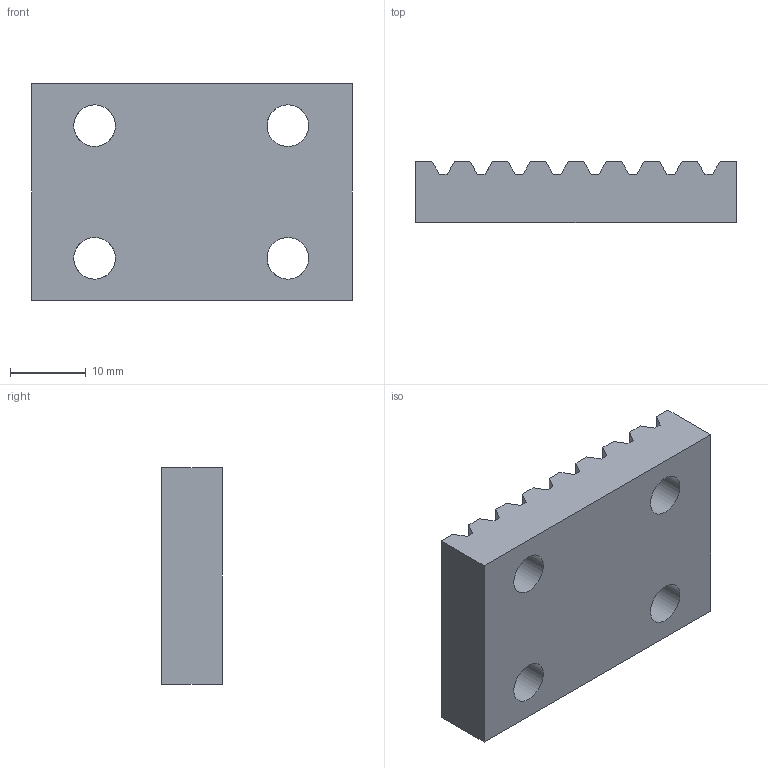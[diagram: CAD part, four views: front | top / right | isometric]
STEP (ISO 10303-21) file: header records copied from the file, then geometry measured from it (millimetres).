
FILE_DESCRIPTION(/* description */ ('Alibre Inc.'),/* implementation_level */ '2;1');
FILE_NAME(/* name */ 'export0',/* time_stamp */ '2014-09-29T18:24:04+02:00',/* author */ (''),/* organization */ (''),/* preprocessor_version */ 'ST-DEVELOPER v14',/* originating_system */ 'Alibre',/* authorisation */ '');
FILE_SCHEMA (('CONFIG_CONTROL_DESIGN'));
Length unit declared in the file: centimetre
Products named in the file (1): ID_1
Bounding box: 42.3 x 8 x 28.5 mm (x, y, z)
Volume: 8181.2 mm3; surface area: 4228.2 mm2
Topology: 1 solids, 1 shells, 54 faces, 168 edges, 112 vertices
Faces by surface type: plane 50, cylinder 4
Full cylindrical faces by diameter (mm): 5.5 x4
Entity records: 1751 total; most frequent: ORIENTED_EDGE 320, CARTESIAN_POINT 294, DIRECTION 226, EDGE_CURVE 160, VECTOR 108, LINE 108, VERTEX_POINT 108, AXIS2_PLACEMENT_3D 78
